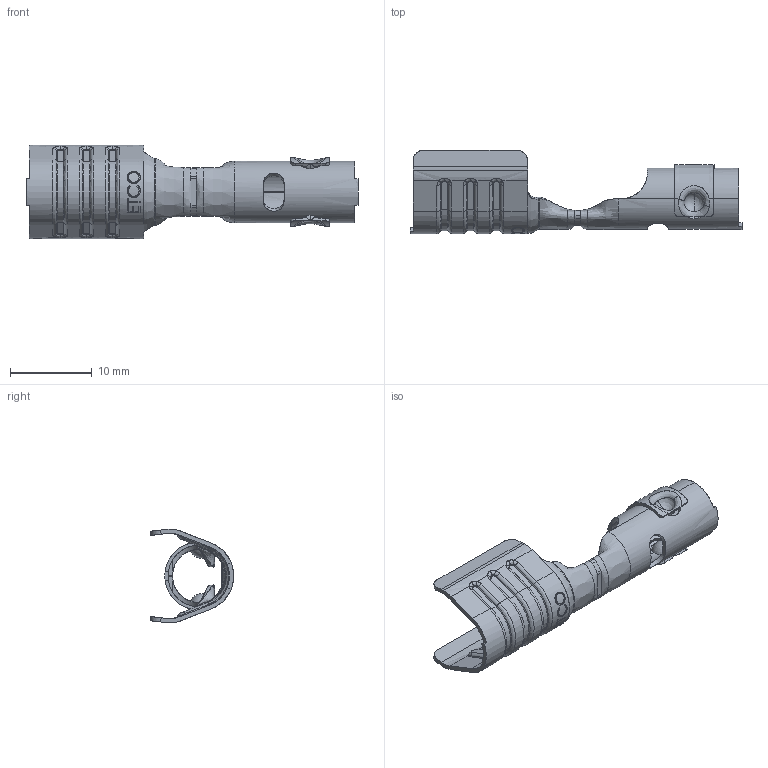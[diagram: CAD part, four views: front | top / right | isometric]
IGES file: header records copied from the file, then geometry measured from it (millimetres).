
Start section: SolidWorks IGES file using analytic representation for surfaces
Global section: file name: SP19.IGS; native system: SolidWorks 2019; preprocessor: SolidWorks 2019; author: sjohnson; date: 191105.093759; units: inch
Bounding box: 40.51 x 10.16 x 11.43 mm (x, y, z)
Surface area: 1768.9 mm2 (no closed solid volume)
Topology: 0 solids, 0 shells, 395 faces, 3536 edges, 3518 vertices
Faces by surface type: bspline 239, revolution 156
